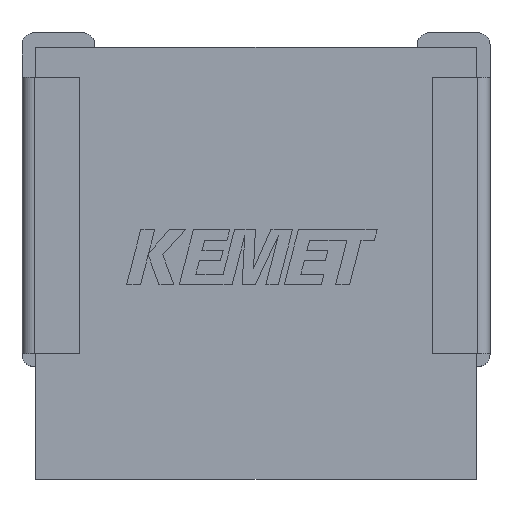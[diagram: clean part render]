
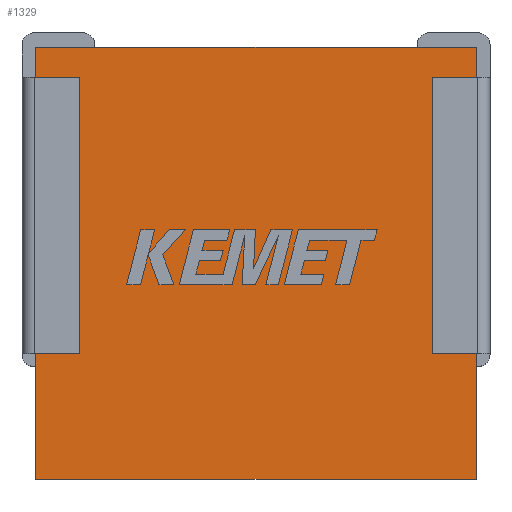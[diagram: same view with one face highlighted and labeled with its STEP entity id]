
A CAD part, top view. The second image highlights one B-rep face of the part: STEP entity #1329.
In plain terms, the highlighted planar face has unit normal (0, 0, 1).
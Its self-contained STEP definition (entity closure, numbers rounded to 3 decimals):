
#77 = VERTEX_POINT ( 'NONE', #389 ) ;
#105 = LINE ( 'NONE', #4026, #2255 ) ;
#107 = DIRECTION ( 'NONE',  ( 1., 0., 0. ) ) ;
#293 = DIRECTION ( 'NONE',  ( -1., 0., 0. ) ) ;
#296 = CARTESIAN_POINT ( 'NONE',  ( 0., 15.6, 0. ) ) ;
#305 = LINE ( 'NONE', #1066, #1985 ) ;
#370 = VERTEX_POINT ( 'NONE', #296 ) ;
#389 = CARTESIAN_POINT ( 'NONE',  ( 0., 0., 0. ) ) ;
#390 = LINE ( 'NONE', #3507, #2112 ) ;
#407 = VECTOR ( 'NONE', #3202, 1000. ) ;
#424 = CARTESIAN_POINT ( 'NONE',  ( 15.9, 4.527, 0. ) ) ;
#430 = DIRECTION ( 'NONE',  ( -1., 0., 0. ) ) ;
#438 = VERTEX_POINT ( 'NONE', #849 ) ;
#591 = CARTESIAN_POINT ( 'NONE',  ( 0., 0., 0. ) ) ;
#592 = ORIENTED_EDGE ( 'NONE', *, *, #3857, .T. ) ;
#651 = EDGE_CURVE ( 'NONE', #2152, #370, #713, .T. ) ;
#665 = VERTEX_POINT ( 'NONE', #3611 ) ;
#710 = DIRECTION ( 'NONE',  ( 0., -1., 0. ) ) ;
#713 = LINE ( 'NONE', #2844, #4287 ) ;
#720 = CARTESIAN_POINT ( 'NONE',  ( 1.575, 4.527, 0. ) ) ;
#840 = ORIENTED_EDGE ( 'NONE', *, *, #651, .T. ) ;
#849 = CARTESIAN_POINT ( 'NONE',  ( 0., 4.527, 0. ) ) ;
#873 = CARTESIAN_POINT ( 'NONE',  ( 14.325, 4.527, 0. ) ) ;
#987 = VECTOR ( 'NONE', #2577, 1000. ) ;
#1051 = VERTEX_POINT ( 'NONE', #720 ) ;
#1066 = CARTESIAN_POINT ( 'NONE',  ( 0., 0., 0. ) ) ;
#1068 = CARTESIAN_POINT ( 'NONE',  ( 0., 0., 0. ) ) ;
#1157 = CARTESIAN_POINT ( 'NONE',  ( 15.9, 0., 0. ) ) ;
#1158 = LINE ( 'NONE', #1562, #1693 ) ;
#1275 = LINE ( 'NONE', #2315, #3007 ) ;
#1315 = CARTESIAN_POINT ( 'NONE',  ( 0., 14.511, 0. ) ) ;
#1329 = ADVANCED_FACE ( 'NONE', ( #2671 ), #3811, .F. ) ;
#1347 = DIRECTION ( 'NONE',  ( 0., -1., 0. ) ) ;
#1348 = LINE ( 'NONE', #2762, #2394 ) ;
#1350 = EDGE_CURVE ( 'NONE', #3088, #2909, #1348, .T. ) ;
#1353 = EDGE_CURVE ( 'NONE', #370, #1582, #2904, .T. ) ;
#1418 = CARTESIAN_POINT ( 'NONE',  ( 14.325, 14.511, 0. ) ) ;
#1433 = ORIENTED_EDGE ( 'NONE', *, *, #2237, .T. ) ;
#1459 = VECTOR ( 'NONE', #1347, 1000. ) ;
#1562 = CARTESIAN_POINT ( 'NONE',  ( 1.575, 4.527, 0. ) ) ;
#1582 = VERTEX_POINT ( 'NONE', #1315 ) ;
#1630 = ORIENTED_EDGE ( 'NONE', *, *, #1353, .T. ) ;
#1633 = EDGE_CURVE ( 'NONE', #3088, #2470, #1275, .T. ) ;
#1693 = VECTOR ( 'NONE', #3634, 1000. ) ;
#1712 = CARTESIAN_POINT ( 'NONE',  ( 1.575, 14.511, 0. ) ) ;
#1900 = EDGE_CURVE ( 'NONE', #2841, #3146, #2938, .T. ) ;
#1985 = VECTOR ( 'NONE', #3123, 1000. ) ;
#1988 = EDGE_CURVE ( 'NONE', #665, #1582, #3711, .T. ) ;
#2052 = ORIENTED_EDGE ( 'NONE', *, *, #1900, .T. ) ;
#2057 = DIRECTION ( 'NONE',  ( 0., 0., -1. ) ) ;
#2112 = VECTOR ( 'NONE', #3819, 1000. ) ;
#2152 = VERTEX_POINT ( 'NONE', #3766 ) ;
#2237 = EDGE_CURVE ( 'NONE', #2909, #2152, #390, .T. ) ;
#2255 = VECTOR ( 'NONE', #2296, 1000. ) ;
#2296 = DIRECTION ( 'NONE',  ( 0., -1., 0. ) ) ;
#2315 = CARTESIAN_POINT ( 'NONE',  ( 14.325, 14.511, 0. ) ) ;
#2381 = CARTESIAN_POINT ( 'NONE',  ( 1.575, 14.511, 0. ) ) ;
#2394 = VECTOR ( 'NONE', #4171, 1000. ) ;
#2400 = LINE ( 'NONE', #3821, #4344 ) ;
#2470 = VERTEX_POINT ( 'NONE', #873 ) ;
#2476 = EDGE_CURVE ( 'NONE', #438, #77, #105, .T. ) ;
#2479 = VECTOR ( 'NONE', #4111, 1000. ) ;
#2577 = DIRECTION ( 'NONE',  ( 0., 1., 0. ) ) ;
#2622 = CARTESIAN_POINT ( 'NONE',  ( 15.9, 14.511, 0. ) ) ;
#2671 = FACE_OUTER_BOUND ( 'NONE', #3586, .T. ) ;
#2683 = EDGE_CURVE ( 'NONE', #2470, #3146, #2400, .T. ) ;
#2760 = CARTESIAN_POINT ( 'NONE',  ( 15.9, 0., 0. ) ) ;
#2762 = CARTESIAN_POINT ( 'NONE',  ( 14.325, 14.511, 0. ) ) ;
#2806 = EDGE_CURVE ( 'NONE', #665, #1051, #3519, .T. ) ;
#2841 = VERTEX_POINT ( 'NONE', #2760 ) ;
#2844 = CARTESIAN_POINT ( 'NONE',  ( 0., 15.6, 0. ) ) ;
#2897 = ORIENTED_EDGE ( 'NONE', *, *, #2806, .T. ) ;
#2904 = LINE ( 'NONE', #1068, #407 ) ;
#2909 = VERTEX_POINT ( 'NONE', #2622 ) ;
#2938 = LINE ( 'NONE', #1157, #987 ) ;
#2974 = ORIENTED_EDGE ( 'NONE', *, *, #4005, .T. ) ;
#3007 = VECTOR ( 'NONE', #710, 1000. ) ;
#3088 = VERTEX_POINT ( 'NONE', #1418 ) ;
#3123 = DIRECTION ( 'NONE',  ( 1., 0., 0. ) ) ;
#3146 = VERTEX_POINT ( 'NONE', #424 ) ;
#3182 = ORIENTED_EDGE ( 'NONE', *, *, #2683, .F. ) ;
#3202 = DIRECTION ( 'NONE',  ( 0., -1., 0. ) ) ;
#3507 = CARTESIAN_POINT ( 'NONE',  ( 15.9, 0., 0. ) ) ;
#3519 = LINE ( 'NONE', #1712, #1459 ) ;
#3586 = EDGE_LOOP ( 'NONE', ( #3638, #2897, #592, #4284, #2974, #2052, #3182, #4014, #3831, #1433, #840, #1630 ) ) ;
#3611 = CARTESIAN_POINT ( 'NONE',  ( 1.575, 14.511, 0. ) ) ;
#3634 = DIRECTION ( 'NONE',  ( -1., 0., 0. ) ) ;
#3638 = ORIENTED_EDGE ( 'NONE', *, *, #1988, .F. ) ;
#3711 = LINE ( 'NONE', #2381, #2479 ) ;
#3766 = CARTESIAN_POINT ( 'NONE',  ( 15.9, 15.6, 0. ) ) ;
#3811 = PLANE ( 'NONE',  #4395 ) ;
#3819 = DIRECTION ( 'NONE',  ( 0., 1., 0. ) ) ;
#3821 = CARTESIAN_POINT ( 'NONE',  ( 14.325, 4.527, 0. ) ) ;
#3831 = ORIENTED_EDGE ( 'NONE', *, *, #1350, .T. ) ;
#3857 = EDGE_CURVE ( 'NONE', #1051, #438, #1158, .T. ) ;
#4005 = EDGE_CURVE ( 'NONE', #77, #2841, #305, .T. ) ;
#4014 = ORIENTED_EDGE ( 'NONE', *, *, #1633, .F. ) ;
#4026 = CARTESIAN_POINT ( 'NONE',  ( 0., 0., 0. ) ) ;
#4111 = DIRECTION ( 'NONE',  ( -1., 0., 0. ) ) ;
#4171 = DIRECTION ( 'NONE',  ( 1., 0., 0. ) ) ;
#4284 = ORIENTED_EDGE ( 'NONE', *, *, #2476, .T. ) ;
#4287 = VECTOR ( 'NONE', #430, 1000. ) ;
#4344 = VECTOR ( 'NONE', #107, 1000. ) ;
#4395 = AXIS2_PLACEMENT_3D ( 'NONE', #591, #2057, #293 ) ;
